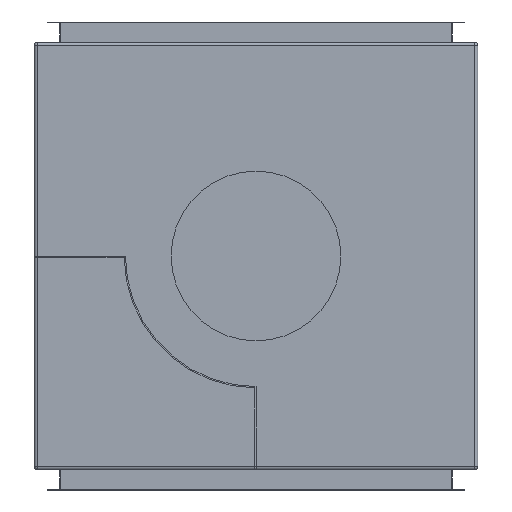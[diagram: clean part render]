
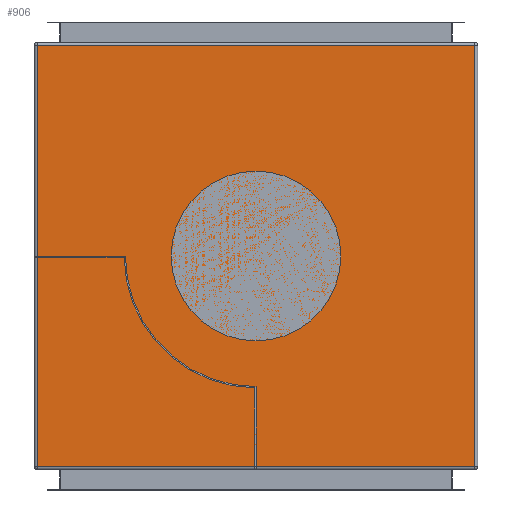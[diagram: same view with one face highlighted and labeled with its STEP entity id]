
A CAD part, front view. The second image highlights one B-rep face of the part: STEP entity #906.
In plain terms, the highlighted planar face has unit normal (0, -1, 0).
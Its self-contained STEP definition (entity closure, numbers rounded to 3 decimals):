
#827 = VERTEX_POINT ( 'NONE', #3008 ) ;
#828 = VERTEX_POINT ( 'NONE', #3007 ) ;
#883 = ORIENTED_EDGE ( 'NONE', *, *, #884, .T. ) ;
#884 = EDGE_CURVE ( 'NONE', #828, #885, #3105, .T. ) ;
#885 = VERTEX_POINT ( 'NONE', #3101 ) ;
#886 = ORIENTED_EDGE ( 'NONE', *, *, #887, .T. ) ;
#887 = EDGE_CURVE ( 'NONE', #885, #888, #3100, .T. ) ;
#888 = VERTEX_POINT ( 'NONE', #3096 ) ;
#889 = ORIENTED_EDGE ( 'NONE', *, *, #890, .T. ) ;
#890 = EDGE_CURVE ( 'NONE', #888, #827, #3095, .T. ) ;
#906 = ADVANCED_FACE ( 'NONE', ( #3130 ), #3129, .F. ) ;
#907 = EDGE_LOOP ( 'NONE', ( #908, #883, #886, #889 ) ) ;
#908 = ORIENTED_EDGE ( 'NONE', *, *, #909, .T. ) ;
#909 = EDGE_CURVE ( 'NONE', #827, #828, #3127, .T. ) ;
#3007 = CARTESIAN_POINT ( 'NONE',  ( 335., 0., -322.5 ) ) ;
#3008 = CARTESIAN_POINT ( 'NONE',  ( -335., 0., -322.5 ) ) ;
#3092 = DIRECTION ( 'NONE',  ( 0., 0., -1. ) ) ;
#3093 = VECTOR ( 'NONE', #3092, 1000. ) ;
#3094 = CARTESIAN_POINT ( 'NONE',  ( -335., 0., 327.5 ) ) ;
#3095 = LINE ( 'NONE', #3094, #3093 ) ;
#3096 = CARTESIAN_POINT ( 'NONE',  ( -335., 0., 322.5 ) ) ;
#3097 = DIRECTION ( 'NONE',  ( -1., 0., 0. ) ) ;
#3098 = VECTOR ( 'NONE', #3097, 1000. ) ;
#3099 = CARTESIAN_POINT ( 'NONE',  ( -340., 0., 322.5 ) ) ;
#3100 = LINE ( 'NONE', #3099, #3098 ) ;
#3101 = CARTESIAN_POINT ( 'NONE',  ( 335., 0., 322.5 ) ) ;
#3102 = DIRECTION ( 'NONE',  ( 0., 0., 1. ) ) ;
#3103 = VECTOR ( 'NONE', #3102, 1000. ) ;
#3104 = CARTESIAN_POINT ( 'NONE',  ( 335., 0., 327.5 ) ) ;
#3105 = LINE ( 'NONE', #3104, #3103 ) ;
#3121 = DIRECTION ( 'NONE',  ( 1., 0., 0. ) ) ;
#3122 = VECTOR ( 'NONE', #3121, 1000. ) ;
#3123 = CARTESIAN_POINT ( 'NONE',  ( -340., 0., -322.5 ) ) ;
#3124 = DIRECTION ( 'NONE',  ( 0., 0., 1. ) ) ;
#3125 = DIRECTION ( 'NONE',  ( 0., 1., 0. ) ) ;
#3126 = AXIS2_PLACEMENT_3D ( 'NONE', #3128, #3125, #3124 ) ;
#3127 = LINE ( 'NONE', #3123, #3122 ) ;
#3128 = CARTESIAN_POINT ( 'NONE',  ( -340., 0., 327.5 ) ) ;
#3129 = PLANE ( 'NONE',  #3126 ) ;
#3130 = FACE_OUTER_BOUND ( 'NONE', #907, .T. ) ;
